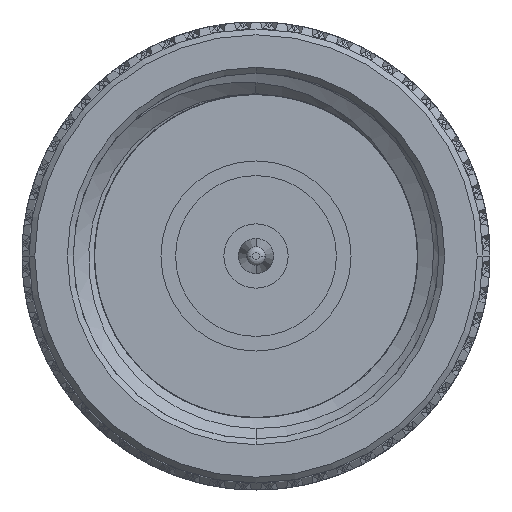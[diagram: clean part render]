
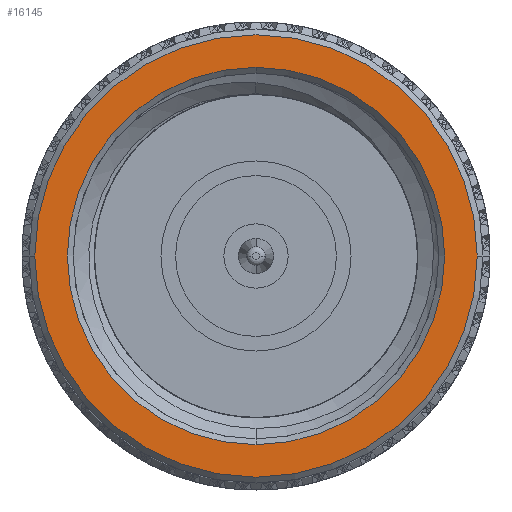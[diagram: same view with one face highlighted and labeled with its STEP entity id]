
A CAD part, left-side view. The second image highlights one B-rep face of the part: STEP entity #16145.
In plain terms, the highlighted planar face has unit normal (-1, 0, 0).
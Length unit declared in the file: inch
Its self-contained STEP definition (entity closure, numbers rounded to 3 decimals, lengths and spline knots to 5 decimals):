
#1185 = EDGE_CURVE ( 'NONE', #36268, #98809, #35968, .T. ) ;
#1425 = AXIS2_PLACEMENT_3D ( 'NONE', #82844, #55718, #55324 ) ;
#6491 = ORIENTED_EDGE ( 'NONE', *, *, #16083, .T. ) ;
#9531 = AXIS2_PLACEMENT_3D ( 'NONE', #112541, #57953, #84619 ) ;
#15533 = EDGE_CURVE ( 'NONE', #39151, #107326, #111146, .T. ) ;
#16083 = EDGE_CURVE ( 'NONE', #98809, #36268, #38178, .T. ) ;
#16145 = ADVANCED_FACE ( 'NONE', ( #96772, #116780 ), #111361, .T. ) ;
#19491 = AXIS2_PLACEMENT_3D ( 'NONE', #22560, #67537, #30633 ) ;
#22560 = CARTESIAN_POINT ( 'NONE',  ( 0., 0.38809, 0. ) ) ;
#25655 = DIRECTION ( 'NONE',  ( 1., 0., 0. ) ) ;
#30633 = DIRECTION ( 'NONE',  ( 0., -1., 0. ) ) ;
#31121 = EDGE_LOOP ( 'NONE', ( #50343, #77425 ) ) ;
#35968 = CIRCLE ( 'NONE', #66226, 0.3225 ) ;
#36268 = VERTEX_POINT ( 'NONE', #50114 ) ;
#38178 = CIRCLE ( 'NONE', #9531, 0.3225 ) ;
#39151 = VERTEX_POINT ( 'NONE', #111312 ) ;
#43716 = DIRECTION ( 'NONE',  ( 0., -1., 0. ) ) ;
#45259 = DIRECTION ( 'NONE',  ( 0., -1., 0. ) ) ;
#49027 = ORIENTED_EDGE ( 'NONE', *, *, #1185, .T. ) ;
#50114 = CARTESIAN_POINT ( 'NONE',  ( 0., 0., 0.3225 ) ) ;
#50343 = ORIENTED_EDGE ( 'NONE', *, *, #80951, .T. ) ;
#54983 = CARTESIAN_POINT ( 'NONE',  ( 0., 0.37809, 0. ) ) ;
#55291 = CARTESIAN_POINT ( 'NONE',  ( 0., 0., 0. ) ) ;
#55324 = DIRECTION ( 'NONE',  ( 0., -1., 0. ) ) ;
#55718 = DIRECTION ( 'NONE',  ( -1., 0., 0. ) ) ;
#55840 = CARTESIAN_POINT ( 'NONE',  ( 0., 0., -0.3225 ) ) ;
#57953 = DIRECTION ( 'NONE',  ( 1., 0., 0. ) ) ;
#64551 = DIRECTION ( 'NONE',  ( -1., 0., 0. ) ) ;
#66226 = AXIS2_PLACEMENT_3D ( 'NONE', #80503, #25655, #43716 ) ;
#67537 = DIRECTION ( 'NONE',  ( -1., 0., 0. ) ) ;
#77425 = ORIENTED_EDGE ( 'NONE', *, *, #15533, .T. ) ;
#80503 = CARTESIAN_POINT ( 'NONE',  ( 0., 0., 0. ) ) ;
#80951 = EDGE_CURVE ( 'NONE', #107326, #39151, #103482, .T. ) ;
#82844 = CARTESIAN_POINT ( 'NONE',  ( 0., 0., 0. ) ) ;
#84619 = DIRECTION ( 'NONE',  ( 0., -1., 0. ) ) ;
#88879 = EDGE_LOOP ( 'NONE', ( #49027, #6491 ) ) ;
#95590 = AXIS2_PLACEMENT_3D ( 'NONE', #55291, #64551, #45259 ) ;
#96772 = FACE_BOUND ( 'NONE', #88879, .T. ) ;
#98809 = VERTEX_POINT ( 'NONE', #55840 ) ;
#103482 = CIRCLE ( 'NONE', #1425, 0.37809 ) ;
#107326 = VERTEX_POINT ( 'NONE', #54983 ) ;
#111146 = CIRCLE ( 'NONE', #95590, 0.37809 ) ;
#111312 = CARTESIAN_POINT ( 'NONE',  ( 0., -0.37809, 0. ) ) ;
#111361 = PLANE ( 'NONE',  #19491 ) ;
#112541 = CARTESIAN_POINT ( 'NONE',  ( 0., 0., 0. ) ) ;
#116780 = FACE_OUTER_BOUND ( 'NONE', #31121, .T. ) ;
